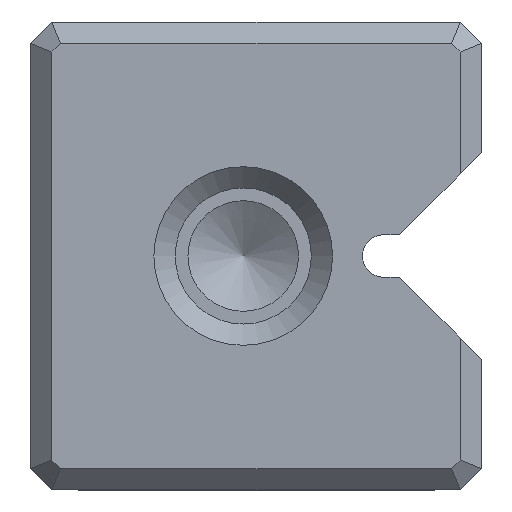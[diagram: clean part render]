
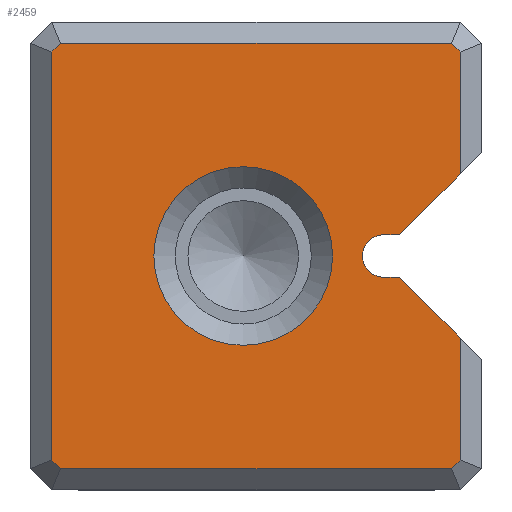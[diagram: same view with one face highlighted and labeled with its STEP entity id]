
A CAD part, left-side view. The second image highlights one B-rep face of the part: STEP entity #2459.
In plain terms, the highlighted planar face has unit normal (-1, 0, 0).
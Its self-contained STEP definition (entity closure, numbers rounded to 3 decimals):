
#2459=ADVANCED_FACE('',(#3354,#3355),#2832,.T.);
#2832=PLANE('',#8637);
#3086=CIRCLE('',#8635,0.5);
#3087=CIRCLE('',#8636,2.1);
#3354=FACE_BOUND('',#3518,.T.);
#3355=FACE_BOUND('',#3519,.T.);
#3518=EDGE_LOOP('',(#4203,#4204,#4205,#4206,#4207,#4208,#4209,#4210,#4211,
#4212,#4213,#4214,#4215,#4216));
#3519=EDGE_LOOP('',(#4217));
#4203=ORIENTED_EDGE('',*,*,#6635,.F.);
#4204=ORIENTED_EDGE('',*,*,#6636,.T.);
#4205=ORIENTED_EDGE('',*,*,#6637,.T.);
#4206=ORIENTED_EDGE('',*,*,#6638,.T.);
#4207=ORIENTED_EDGE('',*,*,#6639,.T.);
#4208=ORIENTED_EDGE('',*,*,#6640,.T.);
#4209=ORIENTED_EDGE('',*,*,#6641,.T.);
#4210=ORIENTED_EDGE('',*,*,#6642,.T.);
#4211=ORIENTED_EDGE('',*,*,#6643,.T.);
#4212=ORIENTED_EDGE('',*,*,#6644,.T.);
#4213=ORIENTED_EDGE('',*,*,#6645,.F.);
#4214=ORIENTED_EDGE('',*,*,#6646,.T.);
#4215=ORIENTED_EDGE('',*,*,#6647,.T.);
#4216=ORIENTED_EDGE('',*,*,#6648,.F.);
#4217=ORIENTED_EDGE('',*,*,#6649,.T.);
#6015=VERTEX_POINT('',#11072);
#6016=VERTEX_POINT('',#11073);
#6017=VERTEX_POINT('',#11075);
#6018=VERTEX_POINT('',#11077);
#6019=VERTEX_POINT('',#11079);
#6020=VERTEX_POINT('',#11081);
#6021=VERTEX_POINT('',#11083);
#6022=VERTEX_POINT('',#11085);
#6023=VERTEX_POINT('',#11087);
#6024=VERTEX_POINT('',#11089);
#6025=VERTEX_POINT('',#11091);
#6026=VERTEX_POINT('',#11093);
#6027=VERTEX_POINT('',#11095);
#6028=VERTEX_POINT('',#11097);
#6029=VERTEX_POINT('',#11100);
#6635=EDGE_CURVE('',#6015,#6016,#7449,.T.);
#6636=EDGE_CURVE('',#6015,#6017,#7450,.T.);
#6637=EDGE_CURVE('',#6017,#6018,#7451,.T.);
#6638=EDGE_CURVE('',#6018,#6019,#7452,.T.);
#6639=EDGE_CURVE('',#6019,#6020,#7453,.T.);
#6640=EDGE_CURVE('',#6020,#6021,#7454,.T.);
#6641=EDGE_CURVE('',#6021,#6022,#7455,.T.);
#6642=EDGE_CURVE('',#6022,#6023,#7456,.T.);
#6643=EDGE_CURVE('',#6023,#6024,#7457,.T.);
#6644=EDGE_CURVE('',#6024,#6025,#7458,.T.);
#6645=EDGE_CURVE('',#6026,#6025,#7459,.T.);
#6646=EDGE_CURVE('',#6026,#6027,#7460,.T.);
#6647=EDGE_CURVE('',#6027,#6028,#3086,.T.);
#6648=EDGE_CURVE('',#6016,#6028,#7461,.T.);
#6649=EDGE_CURVE('',#6029,#6029,#3087,.T.);
#7449=LINE('',#11071,#8115);
#7450=LINE('',#11074,#8116);
#7451=LINE('',#11076,#8117);
#7452=LINE('',#11078,#8118);
#7453=LINE('',#11080,#8119);
#7454=LINE('',#11082,#8120);
#7455=LINE('',#11084,#8121);
#7456=LINE('',#11086,#8122);
#7457=LINE('',#11088,#8123);
#7458=LINE('',#11090,#8124);
#7459=LINE('',#11092,#8125);
#7460=LINE('',#11094,#8126);
#7461=LINE('',#11098,#8127);
#8115=VECTOR('',#9167,1.);
#8116=VECTOR('',#9168,1.);
#8117=VECTOR('',#9169,1.);
#8118=VECTOR('',#9170,1.);
#8119=VECTOR('',#9171,1.);
#8120=VECTOR('',#9172,1.);
#8121=VECTOR('',#9173,1.);
#8122=VECTOR('',#9174,1.);
#8123=VECTOR('',#9175,1.);
#8124=VECTOR('',#9176,1.);
#8125=VECTOR('',#9177,1.);
#8126=VECTOR('',#9178,1.);
#8127=VECTOR('',#9181,1.);
#8635=AXIS2_PLACEMENT_3D('',#11096,#9179,#9180);
#8636=AXIS2_PLACEMENT_3D('',#11099,#9182,#9183);
#8637=AXIS2_PLACEMENT_3D('',#11101,#9184,#9185);
#9167=DIRECTION('',(0.,0.707,-0.707));
#9168=DIRECTION('',(0.,0.,1.));
#9169=DIRECTION('',(0.,0.707,0.707));
#9170=DIRECTION('',(0.,1.,0.));
#9171=DIRECTION('',(0.,0.707,-0.707));
#9172=DIRECTION('',(0.,0.,-1.));
#9173=DIRECTION('',(0.,-0.707,-0.707));
#9174=DIRECTION('',(0.,-1.,0.));
#9175=DIRECTION('',(0.,-0.707,0.707));
#9176=DIRECTION('',(0.,0.,1.));
#9177=DIRECTION('',(0.,-0.707,-0.707));
#9178=DIRECTION('',(0.,1.,0.));
#9179=DIRECTION('',(1.,0.,0.));
#9180=DIRECTION('',(0.,0.,1.));
#9181=DIRECTION('',(0.,1.,0.));
#9182=DIRECTION('',(1.,0.,0.));
#9183=DIRECTION('',(0.,0.,1.));
#9184=DIRECTION('',(-1.,0.,0.));
#9185=DIRECTION('',(0.,0.,-1.));
#11071=CARTESIAN_POINT('',(0.,6.614,1.314));
#11072=CARTESIAN_POINT('',(0.,0.5,7.428));
#11073=CARTESIAN_POINT('',(0.,1.928,6.));
#11074=CARTESIAN_POINT('',(0.,0.5,0.));
#11075=CARTESIAN_POINT('',(0.,0.5,10.293));
#11076=CARTESIAN_POINT('',(0.,-2.246,7.546));
#11077=CARTESIAN_POINT('',(0.,0.707,10.5));
#11078=CARTESIAN_POINT('',(0.,5.3,10.5));
#11079=CARTESIAN_POINT('',(0.,9.893,10.5));
#11080=CARTESIAN_POINT('',(0.,12.846,7.546));
#11081=CARTESIAN_POINT('',(0.,10.1,10.293));
#11082=CARTESIAN_POINT('',(0.,10.1,0.));
#11083=CARTESIAN_POINT('',(0.,10.1,0.707));
#11084=CARTESIAN_POINT('',(0.,7.346,-2.046));
#11085=CARTESIAN_POINT('',(0.,9.893,0.5));
#11086=CARTESIAN_POINT('',(0.,5.3,0.5));
#11087=CARTESIAN_POINT('',(0.,0.707,0.5));
#11088=CARTESIAN_POINT('',(0.,3.254,-2.046));
#11089=CARTESIAN_POINT('',(0.,0.5,0.707));
#11090=CARTESIAN_POINT('',(0.,0.5,0.));
#11091=CARTESIAN_POINT('',(0.,0.5,3.572));
#11092=CARTESIAN_POINT('',(0.,1.114,4.186));
#11093=CARTESIAN_POINT('',(0.,1.928,5.));
#11094=CARTESIAN_POINT('',(0.,2.8,5.));
#11095=CARTESIAN_POINT('',(0.,2.3,5.));
#11096=CARTESIAN_POINT('',(0.,2.3,5.5));
#11097=CARTESIAN_POINT('',(0.,2.3,6.));
#11098=CARTESIAN_POINT('',(0.,2.8,6.));
#11099=CARTESIAN_POINT('',(0.,5.6,5.5));
#11100=CARTESIAN_POINT('',(0.,5.6,7.6));
#11101=CARTESIAN_POINT('',(0.,5.3,0.));
